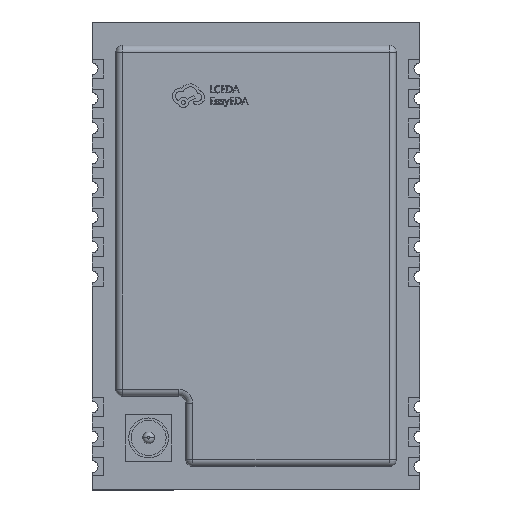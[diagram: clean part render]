
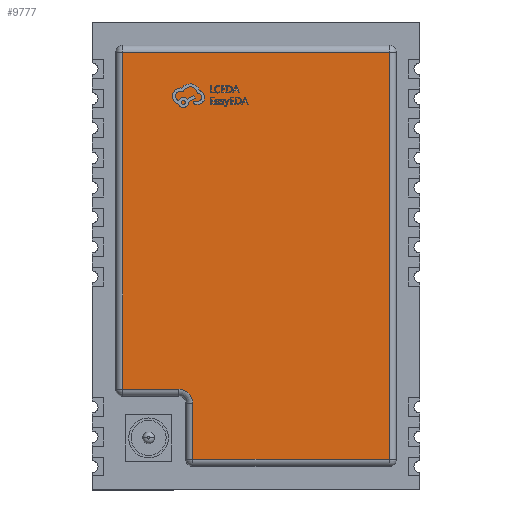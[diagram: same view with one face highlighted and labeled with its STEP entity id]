
A CAD part, top view. The second image highlights one B-rep face of the part: STEP entity #9777.
In plain terms, the highlighted planar face has unit normal (0, 0, 1).
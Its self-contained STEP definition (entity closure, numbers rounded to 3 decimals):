
#248 = VERTEX_POINT ( 'NONE', #18437 ) ;
#289 = PLANE ( 'NONE',  #7163 ) ;
#332 = ORIENTED_EDGE ( 'NONE', *, *, #7615, .T. ) ;
#420 = CARTESIAN_POINT ( 'NONE',  ( 5.7, 8.7, 3. ) ) ;
#581 = CARTESIAN_POINT ( 'NONE',  ( 0., 0., 3. ) ) ;
#684 = CARTESIAN_POINT ( 'NONE',  ( -3.3, -6.3, 3. ) ) ;
#1049 = DIRECTION ( 'NONE',  ( 0., -1., 0. ) ) ;
#1372 = VECTOR ( 'NONE', #18053, 1000. ) ;
#1810 = DIRECTION ( 'NONE',  ( 0., 1., 0. ) ) ;
#2072 = DIRECTION ( 'NONE',  ( 1., 0., 0. ) ) ;
#2400 = DIRECTION ( 'NONE',  ( 1., 0., 0. ) ) ;
#3590 = FACE_OUTER_BOUND ( 'NONE', #6768, .T. ) ;
#3747 = VERTEX_POINT ( 'NONE', #8233 ) ;
#3919 = LINE ( 'NONE', #16020, #17299 ) ;
#4863 = VERTEX_POINT ( 'NONE', #420 ) ;
#4978 = EDGE_CURVE ( 'NONE', #6245, #7123, #3919, .T. ) ;
#5752 = LINE ( 'NONE', #18159, #1372 ) ;
#5956 = CIRCLE ( 'NONE', #14522, 0.6 ) ;
#6245 = VERTEX_POINT ( 'NONE', #6304 ) ;
#6289 = ORIENTED_EDGE ( 'NONE', *, *, #12535, .T. ) ;
#6304 = CARTESIAN_POINT ( 'NONE',  ( -2.7, -8.7, 3. ) ) ;
#6358 = LINE ( 'NONE', #16756, #17095 ) ;
#6512 = DIRECTION ( 'NONE',  ( 0., 0., 1. ) ) ;
#6768 = EDGE_LOOP ( 'NONE', ( #12210, #19601, #14649, #9170, #6289, #18870, #332 ) ) ;
#7123 = VERTEX_POINT ( 'NONE', #11532 ) ;
#7163 = AXIS2_PLACEMENT_3D ( 'NONE', #581, #6512, #2072 ) ;
#7359 = VECTOR ( 'NONE', #14349, 1000. ) ;
#7473 = EDGE_CURVE ( 'NONE', #11690, #6245, #11907, .T. ) ;
#7523 = CARTESIAN_POINT ( 'NONE',  ( 5.7, 9., 3. ) ) ;
#7615 = EDGE_CURVE ( 'NONE', #16217, #248, #6358, .T. ) ;
#8233 = CARTESIAN_POINT ( 'NONE',  ( -5.7, 8.7, 3. ) ) ;
#8587 = VECTOR ( 'NONE', #1049, 1000. ) ;
#9170 = ORIENTED_EDGE ( 'NONE', *, *, #13790, .T. ) ;
#9777 = ADVANCED_FACE ( 'NONE', ( #3590 ), #289, .T. ) ;
#9801 = CARTESIAN_POINT ( 'NONE',  ( -6., 8.7, 3. ) ) ;
#10330 = CARTESIAN_POINT ( 'NONE',  ( -2.7, -9., 3. ) ) ;
#10708 = DIRECTION ( 'NONE',  ( 1., 0., 0. ) ) ;
#11445 = DIRECTION ( 'NONE',  ( 1., 0., 0. ) ) ;
#11464 = LINE ( 'NONE', #9801, #7359 ) ;
#11532 = CARTESIAN_POINT ( 'NONE',  ( 5.7, -8.7, 3. ) ) ;
#11690 = VERTEX_POINT ( 'NONE', #12696 ) ;
#11907 = LINE ( 'NONE', #10330, #8587 ) ;
#12210 = ORIENTED_EDGE ( 'NONE', *, *, #16503, .F. ) ;
#12535 = EDGE_CURVE ( 'NONE', #4863, #3747, #11464, .T. ) ;
#12696 = CARTESIAN_POINT ( 'NONE',  ( -2.7, -6.3, 3. ) ) ;
#13190 = EDGE_CURVE ( 'NONE', #3747, #16217, #5752, .T. ) ;
#13653 = CARTESIAN_POINT ( 'NONE',  ( -5.7, -5.7, 3. ) ) ;
#13790 = EDGE_CURVE ( 'NONE', #7123, #4863, #15334, .T. ) ;
#14349 = DIRECTION ( 'NONE',  ( -1., 0., 0. ) ) ;
#14522 = AXIS2_PLACEMENT_3D ( 'NONE', #684, #19009, #11445 ) ;
#14649 = ORIENTED_EDGE ( 'NONE', *, *, #4978, .T. ) ;
#15334 = LINE ( 'NONE', #7523, #18878 ) ;
#16020 = CARTESIAN_POINT ( 'NONE',  ( 6., -8.7, 3. ) ) ;
#16217 = VERTEX_POINT ( 'NONE', #13653 ) ;
#16503 = EDGE_CURVE ( 'NONE', #11690, #248, #5956, .T. ) ;
#16756 = CARTESIAN_POINT ( 'NONE',  ( -3., -5.7, 3. ) ) ;
#17095 = VECTOR ( 'NONE', #10708, 1000. ) ;
#17299 = VECTOR ( 'NONE', #2400, 1000. ) ;
#18053 = DIRECTION ( 'NONE',  ( 0., -1., 0. ) ) ;
#18159 = CARTESIAN_POINT ( 'NONE',  ( -5.7, -6., 3. ) ) ;
#18437 = CARTESIAN_POINT ( 'NONE',  ( -3.3, -5.7, 3. ) ) ;
#18870 = ORIENTED_EDGE ( 'NONE', *, *, #13190, .T. ) ;
#18878 = VECTOR ( 'NONE', #1810, 1000. ) ;
#19009 = DIRECTION ( 'NONE',  ( 0., 0., 1. ) ) ;
#19601 = ORIENTED_EDGE ( 'NONE', *, *, #7473, .T. ) ;
